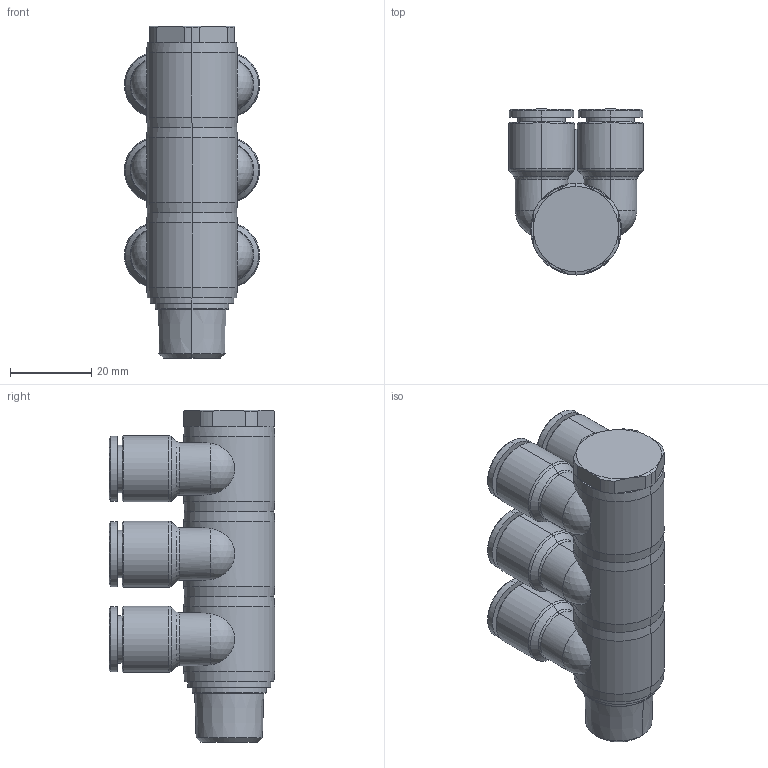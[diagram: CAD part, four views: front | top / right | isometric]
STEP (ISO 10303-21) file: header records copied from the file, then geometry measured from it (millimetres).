
FILE_DESCRIPTION((''),'2;1');
FILE_NAME('GPA_1003(3)(3D).stp','2012-12-17T14:40:51',(''),(''),'Mechanical Desktop.R8.0.24.0','Mechanical Desktop.R8.0.24.0',', , ');
FILE_SCHEMA(('CONFIG_CONTROL_DESIGN'));
Length unit declared in the file: millimetre
Products named in the file (2): GPA_1003(3)(3D); 睡ヶ1
Assembly tree (1 placements, depth 2):
  GPA_1003(3)(3D)
    睡ヶ1
Bounding box: 33.3 x 40.85 x 81.8 mm (x, y, z)
Volume: 41420.2 mm3; surface area: 19329.2 mm2
Topology: 1 solids, 1 shells, 2572 faces, 7309 edges, 4825 vertices
Faces by surface type: plane 2312, cone 96, cylinder 92, bspline 48, torus 18, sphere 6
Entity records: 83414 total; most frequent: CARTESIAN_POINT 16572, ORIENTED_EDGE 14614, DIRECTION 12563, EDGE_CURVE 7307, VECTOR 6827, LINE 6827, VERTEX_POINT 4825, AXIS2_PLACEMENT_3D 2868
